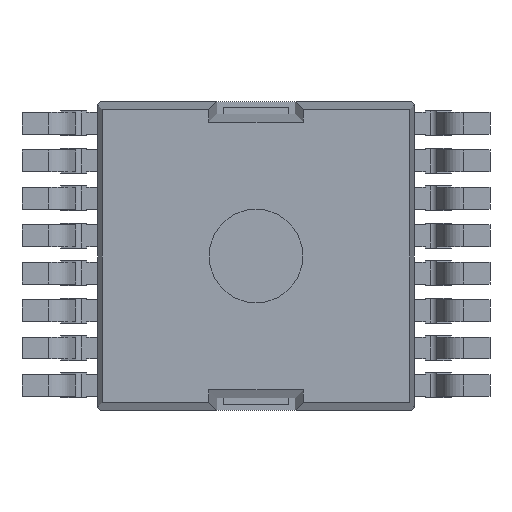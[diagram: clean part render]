
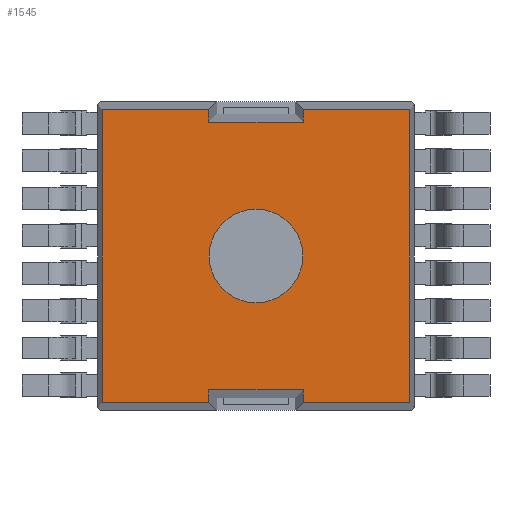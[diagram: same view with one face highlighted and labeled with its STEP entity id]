
A CAD part, front view. The second image highlights one B-rep face of the part: STEP entity #1545.
In plain terms, the highlighted planar face has unit normal (0, -1, 0).
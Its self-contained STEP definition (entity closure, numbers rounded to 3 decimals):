
#109 = VECTOR ( 'NONE', #9662, 1000. ) ;
#120 = ORIENTED_EDGE ( 'NONE', *, *, #4971, .T. ) ;
#168 = VECTOR ( 'NONE', #7861, 1000. ) ;
#518 = CARTESIAN_POINT ( 'NONE',  ( -4.92, -0.01, 0. ) ) ;
#551 = VECTOR ( 'NONE', #10092, 1000. ) ;
#587 = CARTESIAN_POINT ( 'NONE',  ( 0., -0.01, -4.693 ) ) ;
#642 = ORIENTED_EDGE ( 'NONE', *, *, #5153, .T. ) ;
#648 = VERTEX_POINT ( 'NONE', #8501 ) ;
#759 = EDGE_CURVE ( 'NONE', #3755, #5521, #6452, .T. ) ;
#871 = CARTESIAN_POINT ( 'NONE',  ( 0., -0.01, -4.29 ) ) ;
#993 = EDGE_CURVE ( 'NONE', #2307, #7053, #8693, .T. ) ;
#1203 = FACE_BOUND ( 'NONE', #7769, .T. ) ;
#1230 = VERTEX_POINT ( 'NONE', #1862 ) ;
#1526 = VECTOR ( 'NONE', #12809, 1000. ) ;
#1539 = CARTESIAN_POINT ( 'NONE',  ( 1.586, -0.01, -0.027 ) ) ;
#1545 = ADVANCED_FACE ( 'NONE', ( #1203, #13403 ), #5952, .T. ) ;
#1634 = DIRECTION ( 'NONE',  ( -1., 0., 0. ) ) ;
#1756 = AXIS2_PLACEMENT_3D ( 'NONE', #8247, #12413, #6221 ) ;
#1862 = CARTESIAN_POINT ( 'NONE',  ( 4.92, -0.01, -4.693 ) ) ;
#2062 = CARTESIAN_POINT ( 'NONE',  ( 0., -0.01, -4.693 ) ) ;
#2307 = VERTEX_POINT ( 'NONE', #2715 ) ;
#2349 = ORIENTED_EDGE ( 'NONE', *, *, #6490, .T. ) ;
#2642 = LINE ( 'NONE', #3784, #10935 ) ;
#2715 = CARTESIAN_POINT ( 'NONE',  ( 1.514, -0.01, -4.29 ) ) ;
#3002 = EDGE_CURVE ( 'NONE', #5064, #3947, #8468, .T. ) ;
#3107 = DIRECTION ( 'NONE',  ( 1., 0., 0. ) ) ;
#3111 = ORIENTED_EDGE ( 'NONE', *, *, #13002, .T. ) ;
#3301 = EDGE_LOOP ( 'NONE', ( #642, #7323, #2349, #5188, #120, #6006, #9538, #4169, #13198, #8098, #3111, #4318 ) ) ;
#3389 = VECTOR ( 'NONE', #7143, 1000. ) ;
#3418 = CARTESIAN_POINT ( 'NONE',  ( 1.507, -0.01, 4.693 ) ) ;
#3755 = VERTEX_POINT ( 'NONE', #8877 ) ;
#3784 = CARTESIAN_POINT ( 'NONE',  ( 0., -0.01, 4.29 ) ) ;
#3884 = VECTOR ( 'NONE', #8266, 1000. ) ;
#3947 = VERTEX_POINT ( 'NONE', #5178 ) ;
#3968 = CARTESIAN_POINT ( 'NONE',  ( -1.514, -0.01, 4.29 ) ) ;
#4169 = ORIENTED_EDGE ( 'NONE', *, *, #759, .F. ) ;
#4190 = DIRECTION ( 'NONE',  ( 0., 0., -1. ) ) ;
#4228 = CARTESIAN_POINT ( 'NONE',  ( 0., -0.01, 0. ) ) ;
#4305 = CARTESIAN_POINT ( 'NONE',  ( -1.507, -0.01, 4.693 ) ) ;
#4318 = ORIENTED_EDGE ( 'NONE', *, *, #10397, .T. ) ;
#4343 = CARTESIAN_POINT ( 'NONE',  ( 1.507, -0.01, -4.693 ) ) ;
#4360 = LINE ( 'NONE', #7252, #3884 ) ;
#4535 = DIRECTION ( 'NONE',  ( 0., 0., -1. ) ) ;
#4640 = CARTESIAN_POINT ( 'NONE',  ( -4.92, -0.01, 4.693 ) ) ;
#4971 = EDGE_CURVE ( 'NONE', #7053, #1230, #7159, .T. ) ;
#5064 = VERTEX_POINT ( 'NONE', #13199 ) ;
#5074 = DIRECTION ( 'NONE',  ( -0.017, 0., -1. ) ) ;
#5153 = EDGE_CURVE ( 'NONE', #648, #6272, #12969, .T. ) ;
#5178 = CARTESIAN_POINT ( 'NONE',  ( 0., -0.01, 1.5 ) ) ;
#5188 = ORIENTED_EDGE ( 'NONE', *, *, #993, .T. ) ;
#5259 = LINE ( 'NONE', #5757, #551 ) ;
#5359 = DIRECTION ( 'NONE',  ( 0., -1., 0. ) ) ;
#5521 = VERTEX_POINT ( 'NONE', #3418 ) ;
#5634 = EDGE_CURVE ( 'NONE', #12082, #5521, #4360, .T. ) ;
#5682 = CARTESIAN_POINT ( 'NONE',  ( 1.586, -0.01, 0.027 ) ) ;
#5757 = CARTESIAN_POINT ( 'NONE',  ( 4.92, -0.01, 0. ) ) ;
#5952 = PLANE ( 'NONE',  #8851 ) ;
#6006 = ORIENTED_EDGE ( 'NONE', *, *, #8318, .T. ) ;
#6098 = VERTEX_POINT ( 'NONE', #4640 ) ;
#6221 = DIRECTION ( 'NONE',  ( 0., 0., -1. ) ) ;
#6272 = VERTEX_POINT ( 'NONE', #13229 ) ;
#6452 = LINE ( 'NONE', #5682, #109 ) ;
#6490 = EDGE_CURVE ( 'NONE', #7455, #2307, #8565, .T. ) ;
#6785 = VECTOR ( 'NONE', #5074, 1000. ) ;
#7053 = VERTEX_POINT ( 'NONE', #4343 ) ;
#7143 = DIRECTION ( 'NONE',  ( -1., 0., 0. ) ) ;
#7159 = LINE ( 'NONE', #587, #168 ) ;
#7252 = CARTESIAN_POINT ( 'NONE',  ( 0., -0.01, 4.693 ) ) ;
#7292 = LINE ( 'NONE', #12331, #6785 ) ;
#7323 = ORIENTED_EDGE ( 'NONE', *, *, #10342, .T. ) ;
#7415 = LINE ( 'NONE', #11713, #10633 ) ;
#7455 = VERTEX_POINT ( 'NONE', #12464 ) ;
#7769 = EDGE_LOOP ( 'NONE', ( #7953, #10794 ) ) ;
#7861 = DIRECTION ( 'NONE',  ( 1., 0., 0. ) ) ;
#7953 = ORIENTED_EDGE ( 'NONE', *, *, #3002, .F. ) ;
#8098 = ORIENTED_EDGE ( 'NONE', *, *, #9402, .F. ) ;
#8122 = DIRECTION ( 'NONE',  ( 0., 0., -1. ) ) ;
#8247 = CARTESIAN_POINT ( 'NONE',  ( 0., -0.01, 0. ) ) ;
#8266 = DIRECTION ( 'NONE',  ( -1., 0., 0. ) ) ;
#8318 = EDGE_CURVE ( 'NONE', #1230, #12082, #5259, .T. ) ;
#8368 = VECTOR ( 'NONE', #4535, 1000. ) ;
#8417 = EDGE_CURVE ( 'NONE', #3755, #12111, #2642, .T. ) ;
#8468 = CIRCLE ( 'NONE', #1756, 1.5 ) ;
#8501 = CARTESIAN_POINT ( 'NONE',  ( -4.92, -0.01, -4.693 ) ) ;
#8565 = LINE ( 'NONE', #871, #13273 ) ;
#8693 = LINE ( 'NONE', #1539, #1526 ) ;
#8851 = AXIS2_PLACEMENT_3D ( 'NONE', #10197, #12238, #8122 ) ;
#8877 = CARTESIAN_POINT ( 'NONE',  ( 1.514, -0.01, 4.29 ) ) ;
#8960 = VERTEX_POINT ( 'NONE', #4305 ) ;
#9402 = EDGE_CURVE ( 'NONE', #8960, #12111, #7292, .T. ) ;
#9475 = LINE ( 'NONE', #518, #8368 ) ;
#9538 = ORIENTED_EDGE ( 'NONE', *, *, #5634, .T. ) ;
#9662 = DIRECTION ( 'NONE',  ( -0.017, 0., 1. ) ) ;
#10046 = AXIS2_PLACEMENT_3D ( 'NONE', #4228, #5359, #4190 ) ;
#10092 = DIRECTION ( 'NONE',  ( 0., 0., 1. ) ) ;
#10197 = CARTESIAN_POINT ( 'NONE',  ( 0., -0.01, 0. ) ) ;
#10234 = VECTOR ( 'NONE', #3107, 1000. ) ;
#10342 = EDGE_CURVE ( 'NONE', #6272, #7455, #7415, .T. ) ;
#10397 = EDGE_CURVE ( 'NONE', #6098, #648, #9475, .T. ) ;
#10633 = VECTOR ( 'NONE', #12799, 1000. ) ;
#10794 = ORIENTED_EDGE ( 'NONE', *, *, #12195, .F. ) ;
#10879 = CARTESIAN_POINT ( 'NONE',  ( 0., -0.01, 4.693 ) ) ;
#10935 = VECTOR ( 'NONE', #1634, 1000. ) ;
#11713 = CARTESIAN_POINT ( 'NONE',  ( -1.586, -0.01, -0.027 ) ) ;
#11823 = LINE ( 'NONE', #10879, #3389 ) ;
#12082 = VERTEX_POINT ( 'NONE', #13414 ) ;
#12111 = VERTEX_POINT ( 'NONE', #3968 ) ;
#12195 = EDGE_CURVE ( 'NONE', #3947, #5064, #12352, .T. ) ;
#12214 = DIRECTION ( 'NONE',  ( 1., 0., 0. ) ) ;
#12238 = DIRECTION ( 'NONE',  ( 0., -1., 0. ) ) ;
#12331 = CARTESIAN_POINT ( 'NONE',  ( -1.586, -0.01, 0.027 ) ) ;
#12352 = CIRCLE ( 'NONE', #10046, 1.5 ) ;
#12413 = DIRECTION ( 'NONE',  ( 0., -1., 0. ) ) ;
#12464 = CARTESIAN_POINT ( 'NONE',  ( -1.514, -0.01, -4.29 ) ) ;
#12799 = DIRECTION ( 'NONE',  ( -0.017, 0., 1. ) ) ;
#12809 = DIRECTION ( 'NONE',  ( -0.017, 0., -1. ) ) ;
#12969 = LINE ( 'NONE', #2062, #10234 ) ;
#13002 = EDGE_CURVE ( 'NONE', #8960, #6098, #11823, .T. ) ;
#13198 = ORIENTED_EDGE ( 'NONE', *, *, #8417, .T. ) ;
#13199 = CARTESIAN_POINT ( 'NONE',  ( 0., -0.01, -1.5 ) ) ;
#13229 = CARTESIAN_POINT ( 'NONE',  ( -1.507, -0.01, -4.693 ) ) ;
#13273 = VECTOR ( 'NONE', #12214, 1000. ) ;
#13403 = FACE_OUTER_BOUND ( 'NONE', #3301, .T. ) ;
#13414 = CARTESIAN_POINT ( 'NONE',  ( 4.92, -0.01, 4.693 ) ) ;
